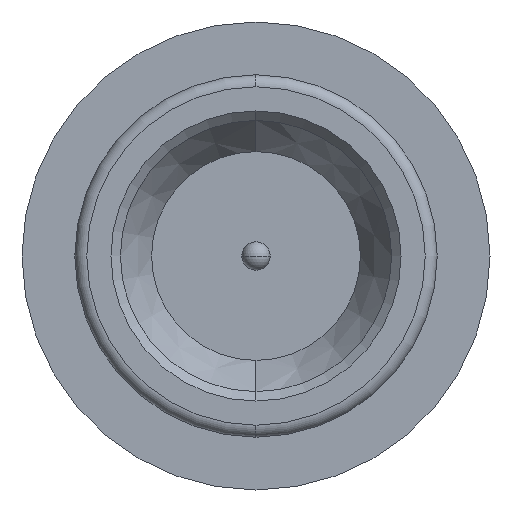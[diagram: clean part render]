
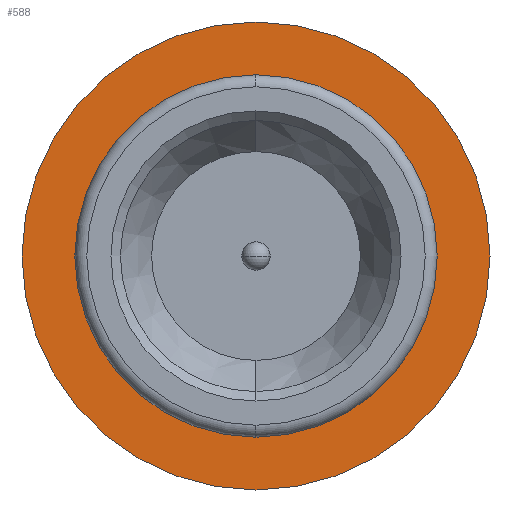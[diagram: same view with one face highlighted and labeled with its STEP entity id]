
A CAD part, left-side view. The second image highlights one B-rep face of the part: STEP entity #588.
In plain terms, the highlighted planar face has unit normal (-1, 0, 0).
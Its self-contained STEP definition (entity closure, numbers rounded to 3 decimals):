
#63 = CIRCLE ( 'NONE', #303, 1.918 ) ;
#72 = AXIS2_PLACEMENT_3D ( 'NONE', #864, #171, #728 ) ;
#80 = CARTESIAN_POINT ( 'NONE',  ( -3.929, 0., 0. ) ) ;
#126 = DIRECTION ( 'NONE',  ( 0., 0., 1. ) ) ;
#140 = AXIS2_PLACEMENT_3D ( 'NONE', #1180, #489, #510 ) ;
#142 = FACE_BOUND ( 'NONE', #1722, .T. ) ;
#146 = AXIS2_PLACEMENT_3D ( 'NONE', #1234, #1646, #818 ) ;
#171 = DIRECTION ( 'NONE',  ( -1., 0., 0. ) ) ;
#221 = CARTESIAN_POINT ( 'NONE',  ( -3.929, 0., 2.477 ) ) ;
#259 = EDGE_CURVE ( 'NONE', #951, #1655, #63, .T. ) ;
#274 = FACE_OUTER_BOUND ( 'NONE', #918, .T. ) ;
#303 = AXIS2_PLACEMENT_3D ( 'NONE', #80, #1605, #800 ) ;
#378 = EDGE_CURVE ( 'NONE', #1655, #951, #1762, .T. ) ;
#438 = PLANE ( 'NONE',  #703 ) ;
#489 = DIRECTION ( 'NONE',  ( -1., 0., 0. ) ) ;
#510 = DIRECTION ( 'NONE',  ( 0., 0., 1. ) ) ;
#588 = ADVANCED_FACE ( 'NONE', ( #274, #142 ), #438, .T. ) ;
#703 = AXIS2_PLACEMENT_3D ( 'NONE', #1121, #830, #126 ) ;
#728 = DIRECTION ( 'NONE',  ( 0., 0., 1. ) ) ;
#783 = ORIENTED_EDGE ( 'NONE', *, *, #378, .F. ) ;
#800 = DIRECTION ( 'NONE',  ( 0., 0., 1. ) ) ;
#818 = DIRECTION ( 'NONE',  ( 0., 0., 1. ) ) ;
#825 = ORIENTED_EDGE ( 'NONE', *, *, #259, .F. ) ;
#830 = DIRECTION ( 'NONE',  ( -1., 0., 0. ) ) ;
#864 = CARTESIAN_POINT ( 'NONE',  ( -3.929, 0., 0. ) ) ;
#908 = EDGE_CURVE ( 'NONE', #1071, #1494, #1495, .T. ) ;
#918 = EDGE_LOOP ( 'NONE', ( #1736, #1598 ) ) ;
#951 = VERTEX_POINT ( 'NONE', #1358 ) ;
#1071 = VERTEX_POINT ( 'NONE', #1401 ) ;
#1121 = CARTESIAN_POINT ( 'NONE',  ( -3.929, -1.918, 0. ) ) ;
#1180 = CARTESIAN_POINT ( 'NONE',  ( -3.929, 0., 0. ) ) ;
#1234 = CARTESIAN_POINT ( 'NONE',  ( -3.929, 0., 0. ) ) ;
#1358 = CARTESIAN_POINT ( 'NONE',  ( -3.929, 0., -1.918 ) ) ;
#1401 = CARTESIAN_POINT ( 'NONE',  ( -3.929, 0., -2.477 ) ) ;
#1415 = CARTESIAN_POINT ( 'NONE',  ( -3.929, 0., 1.918 ) ) ;
#1494 = VERTEX_POINT ( 'NONE', #221 ) ;
#1495 = CIRCLE ( 'NONE', #146, 2.477 ) ;
#1544 = EDGE_CURVE ( 'NONE', #1494, #1071, #1546, .T. ) ;
#1546 = CIRCLE ( 'NONE', #140, 2.477 ) ;
#1598 = ORIENTED_EDGE ( 'NONE', *, *, #908, .T. ) ;
#1605 = DIRECTION ( 'NONE',  ( -1., 0., 0. ) ) ;
#1646 = DIRECTION ( 'NONE',  ( -1., 0., 0. ) ) ;
#1655 = VERTEX_POINT ( 'NONE', #1415 ) ;
#1722 = EDGE_LOOP ( 'NONE', ( #783, #825 ) ) ;
#1736 = ORIENTED_EDGE ( 'NONE', *, *, #1544, .T. ) ;
#1762 = CIRCLE ( 'NONE', #72, 1.918 ) ;
